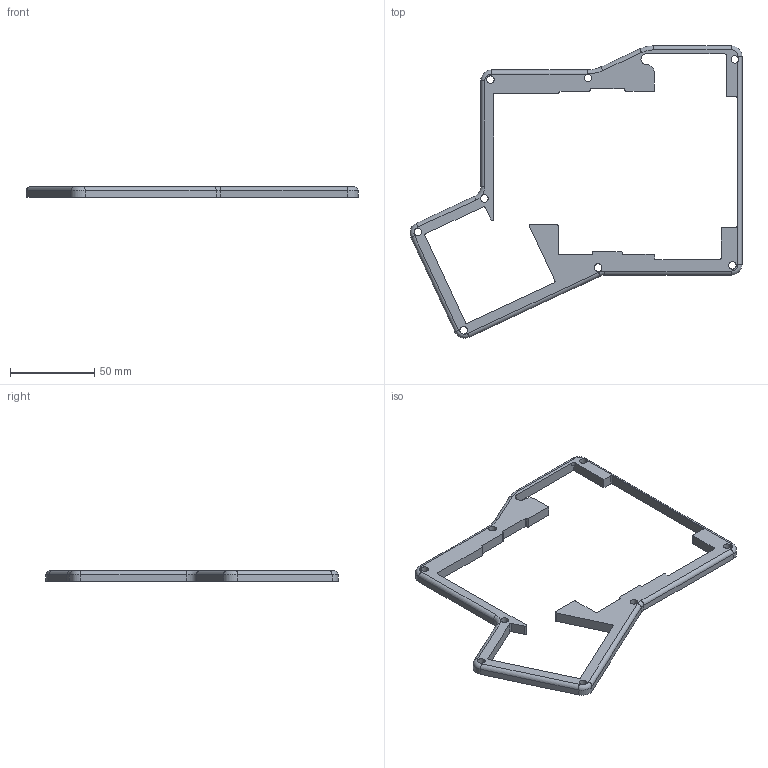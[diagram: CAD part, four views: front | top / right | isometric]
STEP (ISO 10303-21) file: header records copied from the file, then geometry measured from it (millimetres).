
FILE_DESCRIPTION(/* description */ (''),/* implementation_level */ '2;1');
FILE_NAME(/* name */ 'Top Case.stp',/* time_stamp */ '2016-04-24T19:09:14-07:00',/* author */ ('Josh'),/* organization */ (''),/* preprocessor_version */ 'ST-DEVELOPER v15.6',/* originating_system */ 'Autodesk Inventor 2015',/* authorisation */ '');
FILE_SCHEMA (('AUTOMOTIVE_DESIGN { 1 0 10303 214 3 1 1 }'));
Length unit declared in the file: inch
Products named in the file (1): Top Case
Bounding box: 196.54 x 173.04 x 6 mm (x, y, z)
Volume: 34713.4 mm3; surface area: 20084.3 mm2
Topology: 1 solids, 1 shells, 101 faces, 294 edges, 192 vertices
Faces by surface type: cylinder 54, plane 38, torus 9
Full cylindrical faces by diameter (mm): 4.496 x8
Entity records: 3339 total; most frequent: DIRECTION 598, CARTESIAN_POINT 588, ORIENTED_EDGE 556, EDGE_CURVE 278, AXIS2_PLACEMENT_3D 221, VERTEX_POINT 184, LINE 156, VECTOR 156
